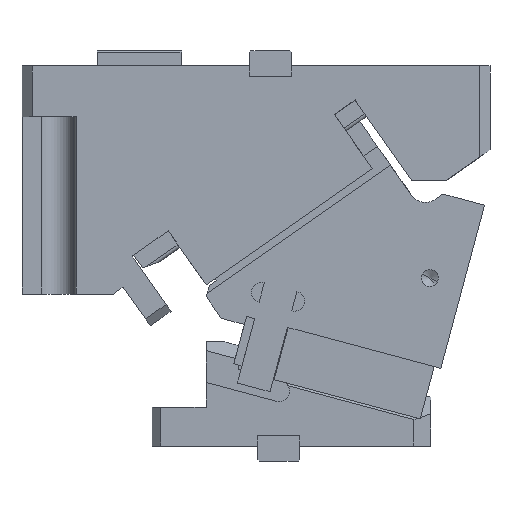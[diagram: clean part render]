
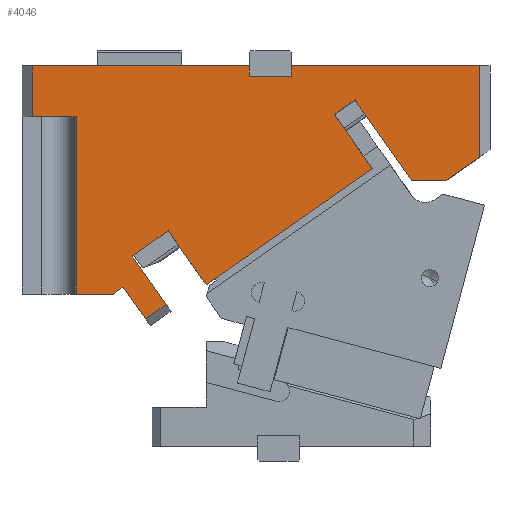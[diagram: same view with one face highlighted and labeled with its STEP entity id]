
A CAD part, front view. The second image highlights one B-rep face of the part: STEP entity #4046.
In plain terms, the highlighted planar face has unit normal (0, -1, 0).
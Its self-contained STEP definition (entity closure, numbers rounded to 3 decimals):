
#63=CARTESIAN_POINT('Vertex',(57.5,-30.,219.)) ;
#66=CARTESIAN_POINT('Line Origine',(70.,-30.,219.)) ;
#70=CARTESIAN_POINT('Vertex',(82.5,-30.,219.)) ;
#108=CARTESIAN_POINT('Vertex',(57.5,-30.,225.)) ;
#111=CARTESIAN_POINT('Line Origine',(57.5,-30.,222.)) ;
#141=CARTESIAN_POINT('Vertex',(-71.,-30.,225.)) ;
#144=CARTESIAN_POINT('Line Origine',(-6.75,-30.,225.)) ;
#800=CARTESIAN_POINT('Line Origine',(82.5,-30.,222.)) ;
#804=CARTESIAN_POINT('Vertex',(82.5,-30.,225.)) ;
#845=CARTESIAN_POINT('Line Origine',(138.25,-30.,225.)) ;
#849=CARTESIAN_POINT('Vertex',(194.,-30.,225.)) ;
#1348=CARTESIAN_POINT('Vertex',(194.,-30.,171.1)) ;
#1351=CARTESIAN_POINT('Line Origine',(183.932,-30.,164.05)) ;
#1355=CARTESIAN_POINT('Vertex',(173.863,-30.,157.)) ;
#1680=CARTESIAN_POINT('Line Origine',(81.095,-30.,129.887)) ;
#1684=CARTESIAN_POINT('Vertex',(130.244,-30.,164.301)) ;
#1686=CARTESIAN_POINT('Vertex',(31.946,-30.,95.472)) ;
#1862=CARTESIAN_POINT('Vertex',(107.875,-30.,196.248)) ;
#1865=CARTESIAN_POINT('Line Origine',(119.059,-30.,180.275)) ;
#1903=CARTESIAN_POINT('Line Origine',(20.761,-30.,111.446)) ;
#1907=CARTESIAN_POINT('Vertex',(9.576,-30.,127.419)) ;
#2212=CARTESIAN_POINT('Vertex',(120.162,-30.,204.852)) ;
#2215=CARTESIAN_POINT('Line Origine',(114.018,-30.,200.55)) ;
#2220=CARTESIAN_POINT('Line Origine',(-1.073,-30.,119.963)) ;
#2224=CARTESIAN_POINT('Vertex',(-11.722,-30.,112.506)) ;
#2308=CARTESIAN_POINT('Line Origine',(-1.684,-30.,98.171)) ;
#2312=CARTESIAN_POINT('Vertex',(8.354,-30.,83.836)) ;
#2341=CARTESIAN_POINT('Line Origine',(2.21,-30.,79.534)) ;
#2345=CARTESIAN_POINT('Vertex',(-3.934,-30.,75.232)) ;
#2389=CARTESIAN_POINT('Line Origine',(-10.53,-30.,84.652)) ;
#2393=CARTESIAN_POINT('Vertex',(-17.126,-30.,94.073)) ;
#2429=CARTESIAN_POINT('Line Origine',(-20.034,-30.,92.036)) ;
#2433=CARTESIAN_POINT('Vertex',(-22.942,-30.,90.)) ;
#2466=CARTESIAN_POINT('Vertex',(-45.,-30.,90.)) ;
#2469=CARTESIAN_POINT('Line Origine',(-45.,-30.,142.5)) ;
#2473=CARTESIAN_POINT('Vertex',(-45.,-30.,195.)) ;
#2768=CARTESIAN_POINT('Vertex',(-71.,-30.,195.)) ;
#2771=CARTESIAN_POINT('Line Origine',(-71.,-30.,210.)) ;
#2788=CARTESIAN_POINT('Line Origine',(-58.,-30.,195.)) ;
#2970=CARTESIAN_POINT('Line Origine',(-33.971,-30.,90.)) ;
#3982=CARTESIAN_POINT('Line Origine',(163.766,-30.,157.)) ;
#3986=CARTESIAN_POINT('Vertex',(153.668,-30.,157.)) ;
#4007=CARTESIAN_POINT('Axis2P3D Location',(196.74,-30.,142.56)) ;
#4012=CARTESIAN_POINT('Line Origine',(136.915,-30.,180.926)) ;
#4017=CARTESIAN_POINT('Line Origine',(194.,-30.,198.05)) ;
#67=DIRECTION('Vector Direction',(-1.,0.,0.)) ;
#112=DIRECTION('Vector Direction',(0.,0.,1.)) ;
#145=DIRECTION('Vector Direction',(-1.,0.,0.)) ;
#801=DIRECTION('Vector Direction',(0.,0.,1.)) ;
#846=DIRECTION('Vector Direction',(-1.,0.,0.)) ;
#1352=DIRECTION('Vector Direction',(-0.819,0.,-0.574)) ;
#1681=DIRECTION('Vector Direction',(-0.819,0.,-0.574)) ;
#1866=DIRECTION('Vector Direction',(0.574,0.,-0.819)) ;
#1904=DIRECTION('Vector Direction',(-0.574,0.,0.819)) ;
#2216=DIRECTION('Vector Direction',(0.819,0.,0.574)) ;
#2221=DIRECTION('Vector Direction',(0.819,0.,0.574)) ;
#2309=DIRECTION('Vector Direction',(0.574,0.,-0.819)) ;
#2342=DIRECTION('Vector Direction',(0.819,0.,0.574)) ;
#2390=DIRECTION('Vector Direction',(0.574,0.,-0.819)) ;
#2430=DIRECTION('Vector Direction',(-0.819,0.,-0.574)) ;
#2470=DIRECTION('Vector Direction',(0.,0.,-1.)) ;
#2772=DIRECTION('Vector Direction',(0.,0.,-1.)) ;
#2789=DIRECTION('Vector Direction',(-1.,0.,0.)) ;
#2971=DIRECTION('Vector Direction',(1.,0.,0.)) ;
#3983=DIRECTION('Vector Direction',(1.,0.,0.)) ;
#4008=DIRECTION('Axis2P3D Direction',(0.,1.,0.)) ;
#4009=DIRECTION('Axis2P3D XDirection',(0.,0.,1.)) ;
#4013=DIRECTION('Vector Direction',(-0.574,0.,0.819)) ;
#4018=DIRECTION('Vector Direction',(0.,0.,1.)) ;
#4010=AXIS2_PLACEMENT_3D('Plane Axis2P3D',#4007,#4008,#4009) ;
#4023=ORIENTED_EDGE('',*,*,#2219,.T.) ;
#4024=ORIENTED_EDGE('',*,*,#4016,.F.) ;
#4025=ORIENTED_EDGE('',*,*,#3988,.T.) ;
#4026=ORIENTED_EDGE('',*,*,#1357,.F.) ;
#4027=ORIENTED_EDGE('',*,*,#4021,.T.) ;
#4028=ORIENTED_EDGE('',*,*,#851,.T.) ;
#4029=ORIENTED_EDGE('',*,*,#806,.F.) ;
#4030=ORIENTED_EDGE('',*,*,#72,.T.) ;
#4031=ORIENTED_EDGE('',*,*,#115,.T.) ;
#4032=ORIENTED_EDGE('',*,*,#148,.T.) ;
#4033=ORIENTED_EDGE('',*,*,#2775,.T.) ;
#4034=ORIENTED_EDGE('',*,*,#2792,.F.) ;
#4035=ORIENTED_EDGE('',*,*,#2475,.T.) ;
#4036=ORIENTED_EDGE('',*,*,#2974,.T.) ;
#4037=ORIENTED_EDGE('',*,*,#2435,.F.) ;
#4038=ORIENTED_EDGE('',*,*,#2395,.T.) ;
#4039=ORIENTED_EDGE('',*,*,#2347,.T.) ;
#4040=ORIENTED_EDGE('',*,*,#2314,.F.) ;
#4041=ORIENTED_EDGE('',*,*,#2226,.T.) ;
#4042=ORIENTED_EDGE('',*,*,#1909,.F.) ;
#4043=ORIENTED_EDGE('',*,*,#1688,.F.) ;
#4044=ORIENTED_EDGE('',*,*,#1869,.F.) ;
#68=VECTOR('Line Direction',#67,1.) ;
#113=VECTOR('Line Direction',#112,1.) ;
#146=VECTOR('Line Direction',#145,1.) ;
#802=VECTOR('Line Direction',#801,1.) ;
#847=VECTOR('Line Direction',#846,1.) ;
#1353=VECTOR('Line Direction',#1352,1.) ;
#1682=VECTOR('Line Direction',#1681,1.) ;
#1867=VECTOR('Line Direction',#1866,1.) ;
#1905=VECTOR('Line Direction',#1904,1.) ;
#2217=VECTOR('Line Direction',#2216,1.) ;
#2222=VECTOR('Line Direction',#2221,1.) ;
#2310=VECTOR('Line Direction',#2309,1.) ;
#2343=VECTOR('Line Direction',#2342,1.) ;
#2391=VECTOR('Line Direction',#2390,1.) ;
#2431=VECTOR('Line Direction',#2430,1.) ;
#2471=VECTOR('Line Direction',#2470,1.) ;
#2773=VECTOR('Line Direction',#2772,1.) ;
#2790=VECTOR('Line Direction',#2789,1.) ;
#2972=VECTOR('Line Direction',#2971,1.) ;
#3984=VECTOR('Line Direction',#3983,1.) ;
#4014=VECTOR('Line Direction',#4013,1.) ;
#4019=VECTOR('Line Direction',#4018,1.) ;
#4046=ADVANCED_FACE('CAM HOLDER',(#4045),#4011,.F.) ;
#72=EDGE_CURVE('',#71,#64,#69,.T.) ;
#115=EDGE_CURVE('',#64,#109,#114,.T.) ;
#148=EDGE_CURVE('',#109,#142,#147,.T.) ;
#806=EDGE_CURVE('',#71,#805,#803,.T.) ;
#851=EDGE_CURVE('',#850,#805,#848,.T.) ;
#1357=EDGE_CURVE('',#1349,#1356,#1354,.T.) ;
#1688=EDGE_CURVE('',#1685,#1687,#1683,.T.) ;
#1869=EDGE_CURVE('',#1863,#1685,#1868,.T.) ;
#1909=EDGE_CURVE('',#1687,#1908,#1906,.T.) ;
#2219=EDGE_CURVE('',#1863,#2213,#2218,.T.) ;
#2226=EDGE_CURVE('',#2225,#1908,#2223,.T.) ;
#2314=EDGE_CURVE('',#2225,#2313,#2311,.T.) ;
#2347=EDGE_CURVE('',#2346,#2313,#2344,.T.) ;
#2395=EDGE_CURVE('',#2394,#2346,#2392,.T.) ;
#2435=EDGE_CURVE('',#2394,#2434,#2432,.T.) ;
#2475=EDGE_CURVE('',#2474,#2467,#2472,.T.) ;
#2775=EDGE_CURVE('',#142,#2769,#2774,.T.) ;
#2792=EDGE_CURVE('',#2474,#2769,#2791,.T.) ;
#2974=EDGE_CURVE('',#2467,#2434,#2973,.T.) ;
#3988=EDGE_CURVE('',#3987,#1356,#3985,.T.) ;
#4016=EDGE_CURVE('',#3987,#2213,#4015,.T.) ;
#4021=EDGE_CURVE('',#1349,#850,#4020,.T.) ;
#4022=EDGE_LOOP('',(#4023,#4024,#4025,#4026,#4027,#4028,#4029,#4030,#4031,#4032,#4033,#4034,#4035,#4036,#4037,#4038,#4039,#4040,#4041,#4042,#4043,#4044)) ;
#4045=FACE_OUTER_BOUND('',#4022,.T.) ;
#69=LINE('Line',#66,#68) ;
#114=LINE('Line',#111,#113) ;
#147=LINE('Line',#144,#146) ;
#803=LINE('Line',#800,#802) ;
#848=LINE('Line',#845,#847) ;
#1354=LINE('Line',#1351,#1353) ;
#1683=LINE('Line',#1680,#1682) ;
#1868=LINE('Line',#1865,#1867) ;
#1906=LINE('Line',#1903,#1905) ;
#2218=LINE('Line',#2215,#2217) ;
#2223=LINE('Line',#2220,#2222) ;
#2311=LINE('Line',#2308,#2310) ;
#2344=LINE('Line',#2341,#2343) ;
#2392=LINE('Line',#2389,#2391) ;
#2432=LINE('Line',#2429,#2431) ;
#2472=LINE('Line',#2469,#2471) ;
#2774=LINE('Line',#2771,#2773) ;
#2791=LINE('Line',#2788,#2790) ;
#2973=LINE('Line',#2970,#2972) ;
#3985=LINE('Line',#3982,#3984) ;
#4015=LINE('Line',#4012,#4014) ;
#4020=LINE('Line',#4017,#4019) ;
#4011=PLANE('Plane',#4010) ;
#64=VERTEX_POINT('',#63) ;
#71=VERTEX_POINT('',#70) ;
#109=VERTEX_POINT('',#108) ;
#142=VERTEX_POINT('',#141) ;
#805=VERTEX_POINT('',#804) ;
#850=VERTEX_POINT('',#849) ;
#1349=VERTEX_POINT('',#1348) ;
#1356=VERTEX_POINT('',#1355) ;
#1685=VERTEX_POINT('',#1684) ;
#1687=VERTEX_POINT('',#1686) ;
#1863=VERTEX_POINT('',#1862) ;
#1908=VERTEX_POINT('',#1907) ;
#2213=VERTEX_POINT('',#2212) ;
#2225=VERTEX_POINT('',#2224) ;
#2313=VERTEX_POINT('',#2312) ;
#2346=VERTEX_POINT('',#2345) ;
#2394=VERTEX_POINT('',#2393) ;
#2434=VERTEX_POINT('',#2433) ;
#2467=VERTEX_POINT('',#2466) ;
#2474=VERTEX_POINT('',#2473) ;
#2769=VERTEX_POINT('',#2768) ;
#3987=VERTEX_POINT('',#3986) ;
